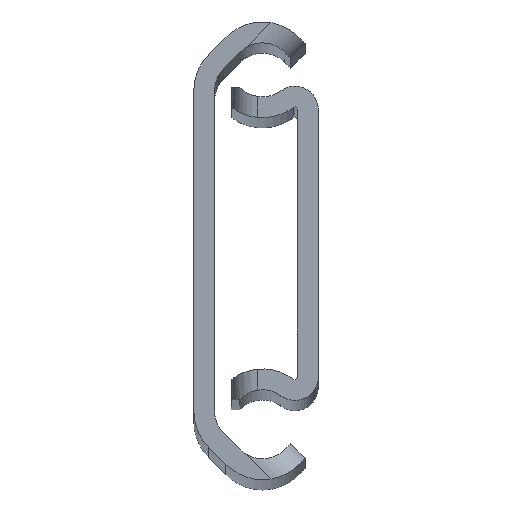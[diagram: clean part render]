
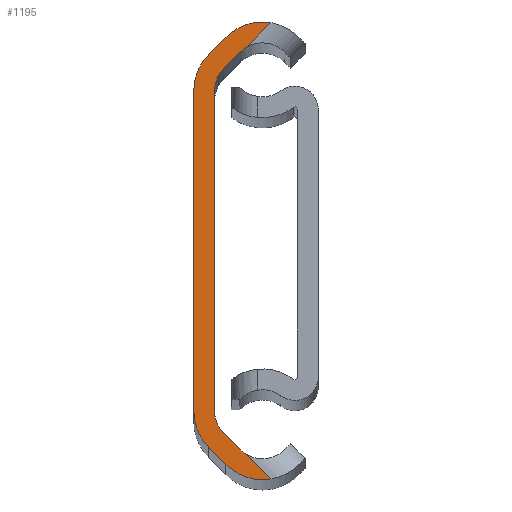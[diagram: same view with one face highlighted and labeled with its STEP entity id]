
A CAD part, top view. The second image highlights one B-rep face of the part: STEP entity #1195.
In plain terms, the highlighted planar face has unit normal (0, 0, 1).
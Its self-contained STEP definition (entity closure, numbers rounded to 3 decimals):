
#24 = DIRECTION ( 'NONE',  ( 0., 0., -1. ) ) ;
#54 = VERTEX_POINT ( 'NONE', #2267 ) ;
#58 = DIRECTION ( 'NONE',  ( 0., -1., 0. ) ) ;
#63 = DIRECTION ( 'NONE',  ( 1., 0., 0. ) ) ;
#106 = DIRECTION ( 'NONE',  ( 0.707, -0.707, 0. ) ) ;
#148 = CIRCLE ( 'NONE', #220, 4. ) ;
#190 = CARTESIAN_POINT ( 'NONE',  ( 1.172, -15.17, 0. ) ) ;
#201 = LINE ( 'NONE', #3413, #1543 ) ;
#212 = CARTESIAN_POINT ( 'NONE',  ( 3.617, 15.353, 0. ) ) ;
#220 = AXIS2_PLACEMENT_3D ( 'NONE', #1281, #3833, #2045 ) ;
#224 = CARTESIAN_POINT ( 'NONE',  ( 3.617, -15.353, 0. ) ) ;
#227 = AXIS2_PLACEMENT_3D ( 'NONE', #451, #24, #4472 ) ;
#257 = DIRECTION ( 'NONE',  ( -0.707, 0.707, 0. ) ) ;
#260 = DIRECTION ( 'NONE',  ( 1., 0., 0. ) ) ;
#351 = FACE_OUTER_BOUND ( 'NONE', #1608, .T. ) ;
#391 = EDGE_CURVE ( 'NONE', #3101, #1894, #614, .T. ) ;
#401 = DIRECTION ( 'NONE',  ( 0., 0., 1. ) ) ;
#443 = EDGE_CURVE ( 'NONE', #1418, #3785, #2900, .T. ) ;
#451 = CARTESIAN_POINT ( 'NONE',  ( 4., 12.342, 0. ) ) ;
#470 = CARTESIAN_POINT ( 'NONE',  ( 5.3, -13.67, 0. ) ) ;
#475 = DIRECTION ( 'NONE',  ( 1., 0., 0. ) ) ;
#498 = CARTESIAN_POINT ( 'NONE',  ( 5.3, 13.67, 0. ) ) ;
#553 = CARTESIAN_POINT ( 'NONE',  ( 5.3, -13.67, 0. ) ) ;
#579 = EDGE_CURVE ( 'NONE', #54, #812, #148, .T. ) ;
#614 = LINE ( 'NONE', #2084, #4190 ) ;
#664 = CARTESIAN_POINT ( 'NONE',  ( 2.303, -14.039, 0. ) ) ;
#726 = VERTEX_POINT ( 'NONE', #1684 ) ;
#737 = CARTESIAN_POINT ( 'NONE',  ( 0., 0., 0. ) ) ;
#761 = VERTEX_POINT ( 'NONE', #212 ) ;
#762 = CARTESIAN_POINT ( 'NONE',  ( 4.061, 15.702, 0. ) ) ;
#799 = AXIS2_PLACEMENT_3D ( 'NONE', #553, #2313, #945 ) ;
#812 = VERTEX_POINT ( 'NONE', #3851 ) ;
#815 = CARTESIAN_POINT ( 'NONE',  ( 2.303, 14.039, 0. ) ) ;
#845 = AXIS2_PLACEMENT_3D ( 'NONE', #470, #3790, #4152 ) ;
#921 = VECTOR ( 'NONE', #3232, 1000. ) ;
#938 = EDGE_CURVE ( 'NONE', #3942, #1793, #2978, .T. ) ;
#942 = VECTOR ( 'NONE', #4061, 1000. ) ;
#945 = DIRECTION ( 'NONE',  ( 1., 0., 0. ) ) ;
#958 = ORIENTED_EDGE ( 'NONE', *, *, #391, .T. ) ;
#969 = EDGE_CURVE ( 'NONE', #3575, #1470, #201, .T. ) ;
#999 = EDGE_CURVE ( 'NONE', #761, #3734, #3586, .T. ) ;
#1033 = EDGE_CURVE ( 'NONE', #1793, #3657, #4323, .T. ) ;
#1051 = DIRECTION ( 'NONE',  ( -0.707, -0.707, 0. ) ) ;
#1130 = ORIENTED_EDGE ( 'NONE', *, *, #1033, .T. ) ;
#1195 = ADVANCED_FACE ( 'NONE', ( #351 ), #3675, .T. ) ;
#1281 = CARTESIAN_POINT ( 'NONE',  ( 4., -12.342, 0. ) ) ;
#1314 = DIRECTION ( 'NONE',  ( -0.707, 0.707, 0. ) ) ;
#1317 = ORIENTED_EDGE ( 'NONE', *, *, #1479, .T. ) ;
#1369 = CARTESIAN_POINT ( 'NONE',  ( -9.991, 1.65, 0. ) ) ;
#1400 = ORIENTED_EDGE ( 'NONE', *, *, #938, .T. ) ;
#1418 = VERTEX_POINT ( 'NONE', #1758 ) ;
#1420 = EDGE_CURVE ( 'NONE', #3734, #3942, #3585, .T. ) ;
#1470 = VERTEX_POINT ( 'NONE', #4358 ) ;
#1479 = EDGE_CURVE ( 'NONE', #3657, #4662, #3820, .T. ) ;
#1543 = VECTOR ( 'NONE', #1603, 1000. ) ;
#1575 = VECTOR ( 'NONE', #106, 1000. ) ;
#1603 = DIRECTION ( 'NONE',  ( 0., 1., 0. ) ) ;
#1608 = EDGE_LOOP ( 'NONE', ( #4609, #3071, #4340, #958, #3839, #1623, #1779, #3779, #3375, #2069, #1400, #1130, #1317, #2628, #2907, #3115 ) ) ;
#1623 = ORIENTED_EDGE ( 'NONE', *, *, #969, .T. ) ;
#1684 = CARTESIAN_POINT ( 'NONE',  ( 4.061, -15.702, 0. ) ) ;
#1734 = EDGE_CURVE ( 'NONE', #1470, #3177, #4508, .T. ) ;
#1744 = CARTESIAN_POINT ( 'NONE',  ( 1.6, -12.342, 0. ) ) ;
#1758 = CARTESIAN_POINT ( 'NONE',  ( 2.486, -16.484, 0. ) ) ;
#1779 = ORIENTED_EDGE ( 'NONE', *, *, #1734, .T. ) ;
#1793 = VERTEX_POINT ( 'NONE', #1922 ) ;
#1842 = LINE ( 'NONE', #737, #3069 ) ;
#1894 = VERTEX_POINT ( 'NONE', #664 ) ;
#1922 = CARTESIAN_POINT ( 'NONE',  ( 2.486, 16.484, 0. ) ) ;
#1975 = CARTESIAN_POINT ( 'NONE',  ( 5.955, 17.596, 0. ) ) ;
#2045 = DIRECTION ( 'NONE',  ( 1., 0., 0. ) ) ;
#2057 = EDGE_CURVE ( 'NONE', #1894, #3575, #2994, .T. ) ;
#2069 = ORIENTED_EDGE ( 'NONE', *, *, #1420, .T. ) ;
#2084 = CARTESIAN_POINT ( 'NONE',  ( 2.303, -14.039, 0. ) ) ;
#2114 = DIRECTION ( 'NONE',  ( 0., 0., 1. ) ) ;
#2195 = CARTESIAN_POINT ( 'NONE',  ( 4., 12.342, 0. ) ) ;
#2267 = CARTESIAN_POINT ( 'NONE',  ( 0., -12.342, 0. ) ) ;
#2297 = LINE ( 'NONE', #815, #942 ) ;
#2313 = DIRECTION ( 'NONE',  ( 0., 0., -1. ) ) ;
#2339 = DIRECTION ( 'NONE',  ( 1., 0., 0. ) ) ;
#2397 = CIRCLE ( 'NONE', #799, 2.38 ) ;
#2451 = CARTESIAN_POINT ( 'NONE',  ( 1.172, 15.17, 0. ) ) ;
#2628 = ORIENTED_EDGE ( 'NONE', *, *, #2805, .T. ) ;
#2690 = VECTOR ( 'NONE', #1314, 1000. ) ;
#2700 = CARTESIAN_POINT ( 'NONE',  ( 5.3, 13.67, 0. ) ) ;
#2805 = EDGE_CURVE ( 'NONE', #4662, #54, #1842, .T. ) ;
#2900 = CIRCLE ( 'NONE', #845, 3.98 ) ;
#2907 = ORIENTED_EDGE ( 'NONE', *, *, #579, .T. ) ;
#2978 = CIRCLE ( 'NONE', #3673, 3.98 ) ;
#2994 = CIRCLE ( 'NONE', #3443, 2.4 ) ;
#3015 = DIRECTION ( 'NONE',  ( 0., 0., -1. ) ) ;
#3069 = VECTOR ( 'NONE', #58, 1000. ) ;
#3071 = ORIENTED_EDGE ( 'NONE', *, *, #3075, .T. ) ;
#3075 = EDGE_CURVE ( 'NONE', #3785, #726, #3117, .T. ) ;
#3077 = DIRECTION ( 'NONE',  ( 0., 0., -1. ) ) ;
#3101 = VERTEX_POINT ( 'NONE', #224 ) ;
#3115 = ORIENTED_EDGE ( 'NONE', *, *, #4338, .T. ) ;
#3117 = LINE ( 'NONE', #4577, #2690 ) ;
#3177 = VERTEX_POINT ( 'NONE', #3630 ) ;
#3232 = DIRECTION ( 'NONE',  ( 0.707, 0.707, 0. ) ) ;
#3293 = AXIS2_PLACEMENT_3D ( 'NONE', #2195, #2114, #260 ) ;
#3326 = DIRECTION ( 'NONE',  ( 1., 0., 0. ) ) ;
#3371 = EDGE_CURVE ( 'NONE', #3177, #761, #2297, .T. ) ;
#3375 = ORIENTED_EDGE ( 'NONE', *, *, #999, .T. ) ;
#3413 = CARTESIAN_POINT ( 'NONE',  ( 1.6, 0., 0. ) ) ;
#3443 = AXIS2_PLACEMENT_3D ( 'NONE', #3682, #3015, #3326 ) ;
#3572 = CARTESIAN_POINT ( 'NONE',  ( 1.172, 15.17, 0. ) ) ;
#3575 = VERTEX_POINT ( 'NONE', #1744 ) ;
#3585 = LINE ( 'NONE', #1369, #921 ) ;
#3586 = CIRCLE ( 'NONE', #4198, 2.38 ) ;
#3630 = CARTESIAN_POINT ( 'NONE',  ( 2.303, 14.039, 0. ) ) ;
#3657 = VERTEX_POINT ( 'NONE', #2451 ) ;
#3673 = AXIS2_PLACEMENT_3D ( 'NONE', #498, #4554, #2339 ) ;
#3675 = PLANE ( 'NONE',  #3893 ) ;
#3682 = CARTESIAN_POINT ( 'NONE',  ( 4., -12.342, 0. ) ) ;
#3734 = VERTEX_POINT ( 'NONE', #762 ) ;
#3779 = ORIENTED_EDGE ( 'NONE', *, *, #3371, .T. ) ;
#3785 = VERTEX_POINT ( 'NONE', #4415 ) ;
#3790 = DIRECTION ( 'NONE',  ( 0., 0., 1. ) ) ;
#3820 = CIRCLE ( 'NONE', #3293, 4. ) ;
#3833 = DIRECTION ( 'NONE',  ( 0., 0., 1. ) ) ;
#3839 = ORIENTED_EDGE ( 'NONE', *, *, #2057, .T. ) ;
#3851 = CARTESIAN_POINT ( 'NONE',  ( 1.172, -15.17, 0. ) ) ;
#3893 = AXIS2_PLACEMENT_3D ( 'NONE', #4372, #401, #63 ) ;
#3914 = EDGE_CURVE ( 'NONE', #726, #3101, #2397, .T. ) ;
#3942 = VERTEX_POINT ( 'NONE', #1975 ) ;
#4061 = DIRECTION ( 'NONE',  ( 0.707, 0.707, 0. ) ) ;
#4131 = VECTOR ( 'NONE', #1051, 1000. ) ;
#4152 = DIRECTION ( 'NONE',  ( 1., 0., 0. ) ) ;
#4190 = VECTOR ( 'NONE', #257, 1000. ) ;
#4198 = AXIS2_PLACEMENT_3D ( 'NONE', #2700, #3077, #475 ) ;
#4323 = LINE ( 'NONE', #3572, #4131 ) ;
#4338 = EDGE_CURVE ( 'NONE', #812, #1418, #4516, .T. ) ;
#4340 = ORIENTED_EDGE ( 'NONE', *, *, #3914, .T. ) ;
#4358 = CARTESIAN_POINT ( 'NONE',  ( 1.6, 12.342, 0. ) ) ;
#4372 = CARTESIAN_POINT ( 'NONE',  ( 4., -12.342, 0. ) ) ;
#4415 = CARTESIAN_POINT ( 'NONE',  ( 5.955, -17.596, 0. ) ) ;
#4472 = DIRECTION ( 'NONE',  ( 1., 0., 0. ) ) ;
#4508 = CIRCLE ( 'NONE', #227, 2.4 ) ;
#4516 = LINE ( 'NONE', #190, #1575 ) ;
#4554 = DIRECTION ( 'NONE',  ( 0., 0., 1. ) ) ;
#4577 = CARTESIAN_POINT ( 'NONE',  ( 2.35, -13.991, 0. ) ) ;
#4609 = ORIENTED_EDGE ( 'NONE', *, *, #443, .T. ) ;
#4662 = VERTEX_POINT ( 'NONE', #4689 ) ;
#4689 = CARTESIAN_POINT ( 'NONE',  ( 0., 12.342, 0. ) ) ;
